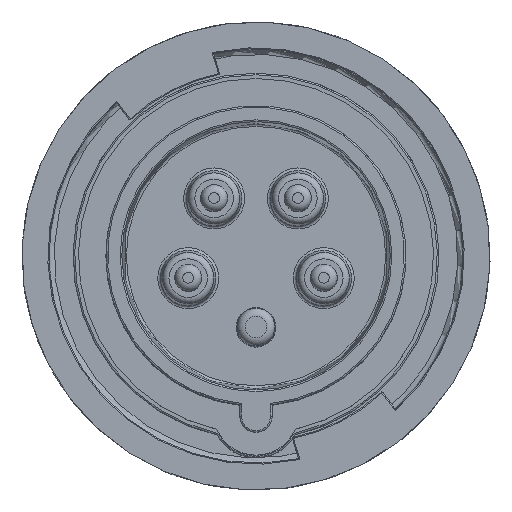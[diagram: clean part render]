
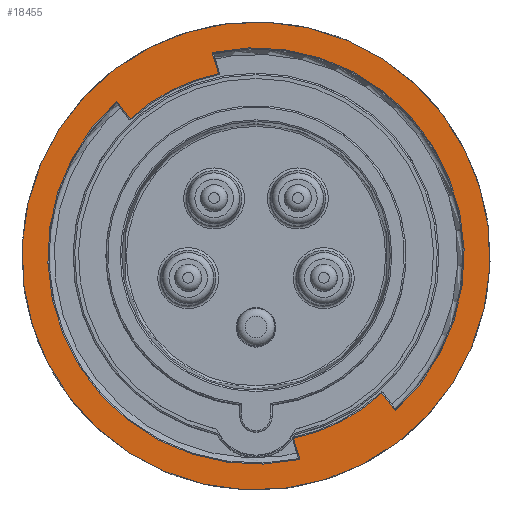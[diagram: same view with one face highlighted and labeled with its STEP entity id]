
A CAD part, top view. The second image highlights one B-rep face of the part: STEP entity #18455.
In plain terms, the highlighted planar face has unit normal (0, 0, 1).
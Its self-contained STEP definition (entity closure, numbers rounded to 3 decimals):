
#221 = DIRECTION ( 'NONE',  ( 0.89, 0.455, 0. ) ) ;
#1195 = CARTESIAN_POINT ( 'NONE',  ( 6.955, -33.894, 14.5 ) ) ;
#1540 = ORIENTED_EDGE ( 'NONE', *, *, #9069, .T. ) ;
#1859 = CARTESIAN_POINT ( 'NONE',  ( -15.753, 39.975, 14.5 ) ) ;
#2496 = VERTEX_POINT ( 'NONE', #19096 ) ;
#2889 = CARTESIAN_POINT ( 'NONE',  ( 0., 0., 14.5 ) ) ;
#3182 = DIRECTION ( 'NONE',  ( 0., 0., -1. ) ) ;
#3314 = DIRECTION ( 'NONE',  ( 0., 0., -1. ) ) ;
#3823 = LINE ( 'NONE', #8332, #17787 ) ;
#4914 = ORIENTED_EDGE ( 'NONE', *, *, #29630, .T. ) ;
#5072 = VECTOR ( 'NONE', #28518, 1000. ) ;
#5101 = CIRCLE ( 'NONE', #19538, 43.5 ) ;
#5546 = DIRECTION ( 'NONE',  ( 0.89, 0.455, 0. ) ) ;
#5665 = DIRECTION ( 'NONE',  ( 0.89, 0.455, 0. ) ) ;
#6739 = CARTESIAN_POINT ( 'NONE',  ( -23.278, 25.301, 14.5 ) ) ;
#7193 = ORIENTED_EDGE ( 'NONE', *, *, #15541, .T. ) ;
#8332 = CARTESIAN_POINT ( 'NONE',  ( -9.423, 41.921, 14.5 ) ) ;
#8819 = VERTEX_POINT ( 'NONE', #31186 ) ;
#9059 = CARTESIAN_POINT ( 'NONE',  ( 8.165, -37.829, 14.5 ) ) ;
#9069 = EDGE_CURVE ( 'NONE', #32990, #23687, #16080, .T. ) ;
#9340 = ORIENTED_EDGE ( 'NONE', *, *, #25438, .T. ) ;
#10160 = CARTESIAN_POINT ( 'NONE',  ( 23.278, -25.301, 14.5 ) ) ;
#11097 = CARTESIAN_POINT ( 'NONE',  ( 0., 0., 14.5 ) ) ;
#11284 = LINE ( 'NONE', #10160, #5072 ) ;
#11455 = AXIS2_PLACEMENT_3D ( 'NONE', #23916, #21396, #5665 ) ;
#11508 = ORIENTED_EDGE ( 'NONE', *, *, #19859, .T. ) ;
#11710 = VERTEX_POINT ( 'NONE', #31865 ) ;
#13723 = DIRECTION ( 'NONE',  ( 0.89, 0.455, 0. ) ) ;
#13779 = CIRCLE ( 'NONE', #15105, 38.7 ) ;
#13782 = CARTESIAN_POINT ( 'NONE',  ( -23.411, 25.477, 14.5 ) ) ;
#14327 = VERTEX_POINT ( 'NONE', #13782 ) ;
#14844 = EDGE_CURVE ( 'NONE', #11710, #8819, #3823, .T. ) ;
#15097 = ORIENTED_EDGE ( 'NONE', *, *, #31618, .T. ) ;
#15105 = AXIS2_PLACEMENT_3D ( 'NONE', #2889, #21299, #5546 ) ;
#15213 = CARTESIAN_POINT ( 'NONE',  ( -25.893, 28.762, 14.5 ) ) ;
#15347 = EDGE_LOOP ( 'NONE', ( #19521 ) ) ;
#15541 = EDGE_CURVE ( 'NONE', #26211, #14327, #19421, .T. ) ;
#15973 = DIRECTION ( 'NONE',  ( 0., 0., -1. ) ) ;
#16080 = LINE ( 'NONE', #1859, #30041 ) ;
#17787 = VECTOR ( 'NONE', #26725, 1000. ) ;
#18189 = AXIS2_PLACEMENT_3D ( 'NONE', #31686, #15973, #221 ) ;
#18455 = ADVANCED_FACE ( 'NONE', ( #33472, #20340 ), #18754, .T. ) ;
#18754 = PLANE ( 'NONE',  #11455 ) ;
#18916 = CARTESIAN_POINT ( 'NONE',  ( 0., 0., 14.5 ) ) ;
#19057 = CARTESIAN_POINT ( 'NONE',  ( 0., 0., 14.5 ) ) ;
#19096 = CARTESIAN_POINT ( 'NONE',  ( 23.411, -25.477, 14.5 ) ) ;
#19272 = CIRCLE ( 'NONE', #18189, 34.6 ) ;
#19421 = LINE ( 'NONE', #6739, #27238 ) ;
#19521 = ORIENTED_EDGE ( 'NONE', *, *, #30818, .F. ) ;
#19538 = AXIS2_PLACEMENT_3D ( 'NONE', #19057, #3314, #21698 ) ;
#19859 = EDGE_CURVE ( 'NONE', #27063, #2496, #11284, .T. ) ;
#20340 = FACE_BOUND ( 'NONE', #31594, .T. ) ;
#21299 = DIRECTION ( 'NONE',  ( 0., 0., -1. ) ) ;
#21396 = DIRECTION ( 'NONE',  ( 0., 0., 1. ) ) ;
#21536 = CIRCLE ( 'NONE', #32307, 34.6 ) ;
#21555 = DIRECTION ( 'NONE',  ( 0.89, 0.455, 0. ) ) ;
#21698 = DIRECTION ( 'NONE',  ( -0.89, -0.455, 0. ) ) ;
#22885 = CARTESIAN_POINT ( 'NONE',  ( 25.893, -28.762, 14.5 ) ) ;
#23687 = VERTEX_POINT ( 'NONE', #9059 ) ;
#23916 = CARTESIAN_POINT ( 'NONE',  ( -19.808, 38.728, 14.5 ) ) ;
#24098 = EDGE_CURVE ( 'NONE', #8819, #27063, #26730, .T. ) ;
#24980 = ORIENTED_EDGE ( 'NONE', *, *, #24098, .T. ) ;
#25128 = DIRECTION ( 'NONE',  ( 0.603, -0.798, 0. ) ) ;
#25438 = EDGE_CURVE ( 'NONE', #14327, #11710, #19272, .T. ) ;
#25537 = ORIENTED_EDGE ( 'NONE', *, *, #14844, .T. ) ;
#26211 = VERTEX_POINT ( 'NONE', #15213 ) ;
#26725 = DIRECTION ( 'NONE',  ( -0.294, 0.956, 0. ) ) ;
#26730 = CIRCLE ( 'NONE', #26778, 38.7 ) ;
#26778 = AXIS2_PLACEMENT_3D ( 'NONE', #18916, #3182, #21555 ) ;
#27063 = VERTEX_POINT ( 'NONE', #22885 ) ;
#27238 = VECTOR ( 'NONE', #25128, 1000. ) ;
#27972 = VERTEX_POINT ( 'NONE', #32327 ) ;
#28393 = DIRECTION ( 'NONE',  ( 0.294, -0.956, 0. ) ) ;
#28518 = DIRECTION ( 'NONE',  ( -0.603, 0.798, 0. ) ) ;
#29466 = DIRECTION ( 'NONE',  ( 0., 0., -1. ) ) ;
#29630 = EDGE_CURVE ( 'NONE', #23687, #26211, #13779, .T. ) ;
#30041 = VECTOR ( 'NONE', #28393, 1000. ) ;
#30818 = EDGE_CURVE ( 'NONE', #27972, #27972, #5101, .T. ) ;
#31186 = CARTESIAN_POINT ( 'NONE',  ( -8.165, 37.829, 14.5 ) ) ;
#31594 = EDGE_LOOP ( 'NONE', ( #24980, #11508, #15097, #1540, #4914, #7193, #9340, #25537 ) ) ;
#31618 = EDGE_CURVE ( 'NONE', #2496, #32990, #21536, .T. ) ;
#31686 = CARTESIAN_POINT ( 'NONE',  ( 0., 0., 14.5 ) ) ;
#31865 = CARTESIAN_POINT ( 'NONE',  ( -6.955, 33.894, 14.5 ) ) ;
#32307 = AXIS2_PLACEMENT_3D ( 'NONE', #11097, #29466, #13723 ) ;
#32327 = CARTESIAN_POINT ( 'NONE',  ( -38.728, -19.808, 14.5 ) ) ;
#32990 = VERTEX_POINT ( 'NONE', #1195 ) ;
#33472 = FACE_OUTER_BOUND ( 'NONE', #15347, .T. ) ;
